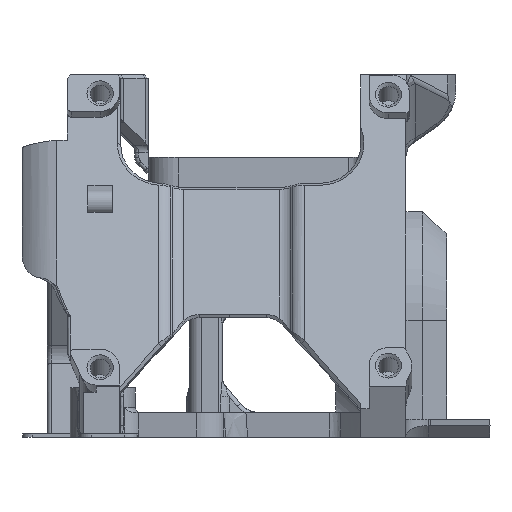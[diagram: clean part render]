
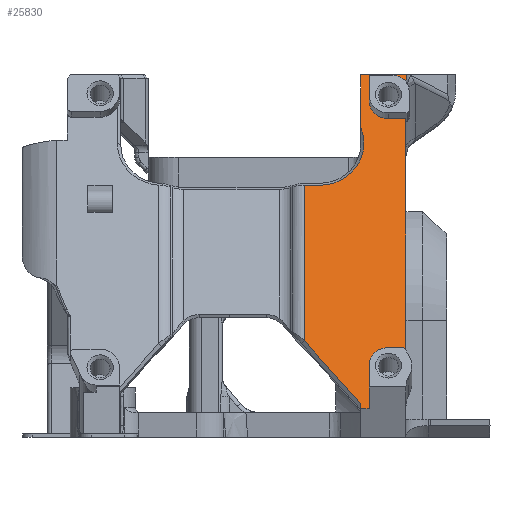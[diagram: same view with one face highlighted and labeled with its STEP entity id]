
A CAD part, left-side view. The second image highlights one B-rep face of the part: STEP entity #25830.
In plain terms, the highlighted planar face has unit normal (-0.94, 0, 0.342).
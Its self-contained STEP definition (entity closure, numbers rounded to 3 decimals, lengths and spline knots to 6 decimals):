
#990=B_SPLINE_CURVE_WITH_KNOTS('',3,(#47845,#47846,#47847,#47848),
 .UNSPECIFIED.,.F.,.F.,(4,4),(-0.000025,0.000759),
 .UNSPECIFIED.);
#2492=CIRCLE('',#27527,0.0005);
#2495=CIRCLE('',#27532,0.00235);
#2496=CIRCLE('',#27534,0.002);
#2497=CIRCLE('',#27538,0.00235);
#2509=CIRCLE('',#27573,0.002536);
#2682=CIRCLE('',#28005,0.0054);
#8654=ORIENTED_EDGE('',*,*,#13587,.F.);
#8655=ORIENTED_EDGE('',*,*,#13287,.F.);
#8656=ORIENTED_EDGE('',*,*,#13285,.T.);
#8657=ORIENTED_EDGE('',*,*,#13283,.T.);
#8658=ORIENTED_EDGE('',*,*,#13282,.T.);
#8659=ORIENTED_EDGE('',*,*,#13279,.T.);
#8660=ORIENTED_EDGE('',*,*,#13586,.T.);
#8661=ORIENTED_EDGE('',*,*,#13276,.F.);
#8662=ORIENTED_EDGE('',*,*,#14075,.F.);
#8663=ORIENTED_EDGE('',*,*,#14091,.T.);
#8664=ORIENTED_EDGE('',*,*,#14078,.T.);
#8665=ORIENTED_EDGE('',*,*,#14092,.F.);
#8666=ORIENTED_EDGE('',*,*,#13636,.F.);
#8667=ORIENTED_EDGE('',*,*,#14090,.F.);
#8668=ORIENTED_EDGE('',*,*,#14093,.F.);
#8669=ORIENTED_EDGE('',*,*,#14094,.T.);
#8670=ORIENTED_EDGE('',*,*,#13289,.T.);
#8671=ORIENTED_EDGE('',*,*,#13274,.T.);
#8672=ORIENTED_EDGE('',*,*,#13269,.F.);
#8673=ORIENTED_EDGE('',*,*,#13265,.T.);
#8674=ORIENTED_EDGE('',*,*,#13333,.F.);
#13265=EDGE_CURVE('',#16467,#16468,#2492,.T.);
#13269=EDGE_CURVE('',#16467,#16471,#18346,.T.);
#13274=EDGE_CURVE('',#16473,#16471,#2495,.T.);
#13276=EDGE_CURVE('',#16475,#16476,#990,.T.);
#13279=EDGE_CURVE('',#16478,#16477,#2496,.T.);
#13282=EDGE_CURVE('',#16479,#16478,#18353,.T.);
#13283=EDGE_CURVE('',#16480,#16479,#18354,.T.);
#13285=EDGE_CURVE('',#16481,#16480,#2497,.T.);
#13287=EDGE_CURVE('',#16481,#16482,#18357,.T.);
#13289=EDGE_CURVE('',#16483,#16473,#18359,.T.);
#13333=EDGE_CURVE('',#16513,#16468,#2509,.T.);
#13586=EDGE_CURVE('',#16477,#16476,#18520,.T.);
#13587=EDGE_CURVE('',#16482,#16513,#18521,.T.);
#13636=EDGE_CURVE('',#16466,#16698,#18546,.T.);
#14075=EDGE_CURVE('',#16962,#16475,#18722,.T.);
#14078=EDGE_CURVE('',#16966,#16965,#2682,.T.);
#14090=EDGE_CURVE('',#16974,#16466,#18733,.T.);
#14091=EDGE_CURVE('',#16962,#16966,#18734,.T.);
#14092=EDGE_CURVE('',#16698,#16965,#18735,.T.);
#14093=EDGE_CURVE('',#16975,#16974,#18736,.T.);
#14094=EDGE_CURVE('',#16975,#16483,#18737,.T.);
#16466=VERTEX_POINT('',#47740);
#16467=VERTEX_POINT('',#47758);
#16468=VERTEX_POINT('',#47759);
#16471=VERTEX_POINT('',#47767);
#16473=VERTEX_POINT('',#47773);
#16475=VERTEX_POINT('',#47844);
#16476=VERTEX_POINT('',#47849);
#16477=VERTEX_POINT('',#47856);
#16478=VERTEX_POINT('',#47858);
#16479=VERTEX_POINT('',#47862);
#16480=VERTEX_POINT('',#47866);
#16481=VERTEX_POINT('',#47870);
#16482=VERTEX_POINT('',#47874);
#16483=VERTEX_POINT('',#47878);
#16513=VERTEX_POINT('',#47968);
#16698=VERTEX_POINT('',#48843);
#16962=VERTEX_POINT('',#51232);
#16965=VERTEX_POINT('',#51239);
#16966=VERTEX_POINT('',#51241);
#16974=VERTEX_POINT('',#51266);
#16975=VERTEX_POINT('',#51272);
#18346=LINE('',#47766,#20036);
#18353=LINE('',#47863,#20043);
#18354=LINE('',#47865,#20044);
#18357=LINE('',#47873,#20047);
#18359=LINE('',#47877,#20049);
#18520=LINE('',#48694,#20210);
#18521=LINE('',#48695,#20211);
#18546=LINE('',#48842,#20236);
#18722=LINE('',#51233,#20412);
#18733=LINE('',#51267,#20423);
#18734=LINE('',#51269,#20424);
#18735=LINE('',#51270,#20425);
#18736=LINE('',#51271,#20426);
#18737=LINE('',#51273,#20427);
#20036=VECTOR('',#31970,1.);
#20043=VECTOR('',#31989,1.);
#20044=VECTOR('',#31992,1.);
#20047=VECTOR('',#32001,1.);
#20049=VECTOR('',#32005,1.);
#20210=VECTOR('',#32540,1.);
#20211=VECTOR('',#32541,1.);
#20236=VECTOR('',#32640,1.);
#20412=VECTOR('',#33292,1.);
#20423=VECTOR('',#33317,1.);
#20424=VECTOR('',#33320,1.);
#20425=VECTOR('',#33321,1.);
#20426=VECTOR('',#33322,1.);
#20427=VECTOR('',#33323,1.);
#22141=EDGE_LOOP('',(#8654,#8655,#8656,#8657,#8658,#8659,#8660,#8661,#8662,
#8663,#8664,#8665,#8666,#8667,#8668,#8669,#8670,#8671,#8672,#8673,#8674));
#23774=FACE_BOUND('',#22141,.T.);
#24539=PLANE('',#28010);
#25830=ADVANCED_FACE('',(#23774),#24539,.T.);
#27527=AXIS2_PLACEMENT_3D('',#47757,#31962,#31963);
#27532=AXIS2_PLACEMENT_3D('',#47776,#31978,#31979);
#27534=AXIS2_PLACEMENT_3D('',#47857,#31983,#31984);
#27538=AXIS2_PLACEMENT_3D('',#47869,#31996,#31997);
#27573=AXIS2_PLACEMENT_3D('',#47969,#32098,#32099);
#28005=AXIS2_PLACEMENT_3D('',#51240,#33298,#33299);
#28010=AXIS2_PLACEMENT_3D('',#51268,#33318,#33319);
#31962=DIRECTION('',(0.94,0.,-0.342));
#31963=DIRECTION('',(0.342,0.,0.94));
#31970=DIRECTION('',(0.,1.,0.));
#31978=DIRECTION('',(0.94,0.,-0.342));
#31979=DIRECTION('',(0.342,0.,0.94));
#31983=DIRECTION('',(0.94,0.,-0.342));
#31984=DIRECTION('',(0.342,0.,0.94));
#31989=DIRECTION('',(0.,-1.,0.));
#31992=DIRECTION('',(0.342,0.,0.94));
#31996=DIRECTION('',(0.94,0.,-0.342));
#31997=DIRECTION('',(0.342,0.,0.94));
#32001=DIRECTION('',(0.,-1.,0.));
#32005=DIRECTION('',(0.342,0.,0.94));
#32098=DIRECTION('',(0.94,0.,-0.342));
#32099=DIRECTION('',(0.342,0.,0.94));
#32540=DIRECTION('',(0.342,0.,0.94));
#32541=DIRECTION('',(-0.342,0.,-0.94));
#32640=DIRECTION('',(0.342,0.,0.94));
#33292=DIRECTION('',(0.,-1.,0.));
#33298=DIRECTION('',(0.94,0.,-0.342));
#33299=DIRECTION('',(0.342,0.,0.94));
#33317=DIRECTION('',(0.262,0.643,0.72));
#33318=DIRECTION('',(-0.94,0.,0.342));
#33319=DIRECTION('',(-0.342,0.,-0.94));
#33320=DIRECTION('',(-0.342,0.,-0.94));
#33321=DIRECTION('',(0.,-1.,0.));
#33322=DIRECTION('',(0.342,0.,0.94));
#33323=DIRECTION('',(0.,-1.,0.));
#47740=CARTESIAN_POINT('',(-0.141708,0.018828,0.011704));
#47757=CARTESIAN_POINT('',(-0.14243,0.007,0.009722));
#47758=CARTESIAN_POINT('',(-0.142259,0.007,0.010192));
#47759=CARTESIAN_POINT('',(-0.142361,0.006543,0.009912));
#47766=CARTESIAN_POINT('',(-0.142259,0.006125,0.010192));
#47767=CARTESIAN_POINT('',(-0.142259,0.008625,0.010192));
#47773=CARTESIAN_POINT('',(-0.143062,0.010975,0.007983));
#47776=CARTESIAN_POINT('',(-0.143062,0.008625,0.007983));
#47844=CARTESIAN_POINT('',(-0.129953,0.006465,0.044));
#47845=CARTESIAN_POINT('',(-0.129953,0.006465,0.044));
#47846=CARTESIAN_POINT('',(-0.130043,0.006481,0.043755));
#47847=CARTESIAN_POINT('',(-0.130132,0.006499,0.04351));
#47848=CARTESIAN_POINT('',(-0.130221,0.0065,0.043264));
#47849=CARTESIAN_POINT('',(-0.130221,0.0065,0.043264));
#47856=CARTESIAN_POINT('',(-0.130522,0.0065,0.042438));
#47857=CARTESIAN_POINT('',(-0.130921,0.008125,0.041342));
#47858=CARTESIAN_POINT('',(-0.130237,0.008125,0.043222));
#47862=CARTESIAN_POINT('',(-0.130237,0.010975,0.043222));
#47863=CARTESIAN_POINT('',(-0.130237,0.006125,0.043222));
#47865=CARTESIAN_POINT('',(-0.12364,0.010975,0.061346));
#47866=CARTESIAN_POINT('',(-0.131092,0.010975,0.040873));
#47869=CARTESIAN_POINT('',(-0.131092,0.008625,0.040873));
#47870=CARTESIAN_POINT('',(-0.131895,0.008625,0.038664));
#47873=CARTESIAN_POINT('',(-0.131895,0.006125,0.038664));
#47874=CARTESIAN_POINT('',(-0.131895,0.0065,0.038664));
#47877=CARTESIAN_POINT('',(-0.12364,0.010975,0.061346));
#47878=CARTESIAN_POINT('',(-0.144704,0.010975,0.003473));
#47968=CARTESIAN_POINT('',(-0.142392,0.0065,0.009826));
#47969=CARTESIAN_POINT('',(-0.14201,0.004223,0.010875));
#48694=CARTESIAN_POINT('',(-0.143233,0.0065,0.007513));
#48695=CARTESIAN_POINT('',(-0.136618,0.0065,0.025688));
#48842=CARTESIAN_POINT('',(-0.14325,0.018828,0.007468));
#48843=CARTESIAN_POINT('',(-0.134836,0.018828,0.030585));
#51232=CARTESIAN_POINT('',(-0.129953,0.012,0.044));
#51233=CARTESIAN_POINT('',(-0.129953,0.004696,0.044));
#51239=CARTESIAN_POINT('',(-0.134836,0.017,0.030585));
#51240=CARTESIAN_POINT('',(-0.132989,0.017,0.035659));
#51241=CARTESIAN_POINT('',(-0.132292,0.012,0.037576));
#51266=CARTESIAN_POINT('',(-0.144491,0.012,0.004057));
#51267=CARTESIAN_POINT('',(-0.140731,0.021225,0.014388));
#51268=CARTESIAN_POINT('',(-0.143233,0.043625,0.007513));
#51269=CARTESIAN_POINT('',(-0.143233,0.012,0.007513));
#51270=CARTESIAN_POINT('',(-0.134836,0.027711,0.030585));
#51271=CARTESIAN_POINT('',(-0.139529,0.012,0.017691));
#51272=CARTESIAN_POINT('',(-0.144704,0.012,0.003473));
#51273=CARTESIAN_POINT('',(-0.144704,0.026125,0.003473));
